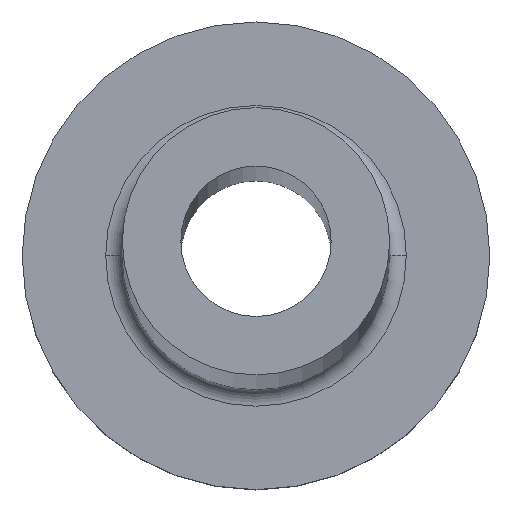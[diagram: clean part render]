
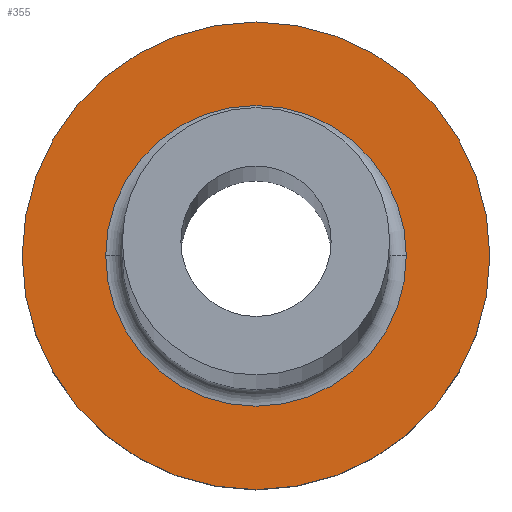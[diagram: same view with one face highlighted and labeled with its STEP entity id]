
A CAD part, top view. The second image highlights one B-rep face of the part: STEP entity #355.
In plain terms, the highlighted planar face has unit normal (0, 0, 1).
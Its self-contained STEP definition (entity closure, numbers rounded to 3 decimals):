
#4 = FACE_BOUND ( 'NONE', #170, .T. ) ;
#26 = DIRECTION ( 'NONE',  ( 1., 0., 0. ) ) ;
#46 = AXIS2_PLACEMENT_3D ( 'NONE', #288, #328, #296 ) ;
#57 = DIRECTION ( 'NONE',  ( 1., 0., 0. ) ) ;
#61 = ORIENTED_EDGE ( 'NONE', *, *, #158, .T. ) ;
#67 = EDGE_CURVE ( 'NONE', #298, #144, #228, .T. ) ;
#92 = DIRECTION ( 'NONE',  ( 0., 0., 1. ) ) ;
#120 = VERTEX_POINT ( 'NONE', #161 ) ;
#123 = CARTESIAN_POINT ( 'NONE',  ( 0., 0., 5. ) ) ;
#143 = CARTESIAN_POINT ( 'NONE',  ( 0., 0., 5. ) ) ;
#144 = VERTEX_POINT ( 'NONE', #159 ) ;
#158 = EDGE_CURVE ( 'NONE', #367, #120, #344, .T. ) ;
#159 = CARTESIAN_POINT ( 'NONE',  ( -7., 0., 5. ) ) ;
#161 = CARTESIAN_POINT ( 'NONE',  ( 4.5, 0., 5. ) ) ;
#169 = CARTESIAN_POINT ( 'NONE',  ( 7., 0., 5. ) ) ;
#170 = EDGE_LOOP ( 'NONE', ( #173, #61 ) ) ;
#173 = ORIENTED_EDGE ( 'NONE', *, *, #300, .T. ) ;
#201 = CARTESIAN_POINT ( 'NONE',  ( 0., 0., 5. ) ) ;
#220 = DIRECTION ( 'NONE',  ( 0., 0., 1. ) ) ;
#228 = CIRCLE ( 'NONE', #378, 7. ) ;
#230 = DIRECTION ( 'NONE',  ( 0., 0., 1. ) ) ;
#244 = ORIENTED_EDGE ( 'NONE', *, *, #256, .T. ) ;
#252 = DIRECTION ( 'NONE',  ( 1., 0., 0. ) ) ;
#256 = EDGE_CURVE ( 'NONE', #144, #298, #352, .T. ) ;
#264 = FACE_OUTER_BOUND ( 'NONE', #341, .T. ) ;
#267 = CARTESIAN_POINT ( 'NONE',  ( -4.5, 0., 5. ) ) ;
#274 = AXIS2_PLACEMENT_3D ( 'NONE', #143, #230, #57 ) ;
#282 = DIRECTION ( 'NONE',  ( 0., 0., -1. ) ) ;
#284 = CARTESIAN_POINT ( 'NONE',  ( 0., 0., 5. ) ) ;
#288 = CARTESIAN_POINT ( 'NONE',  ( 0., 0., 5. ) ) ;
#292 = AXIS2_PLACEMENT_3D ( 'NONE', #201, #92, #26 ) ;
#296 = DIRECTION ( 'NONE',  ( 1., 0., 0. ) ) ;
#297 = AXIS2_PLACEMENT_3D ( 'NONE', #284, #282, #252 ) ;
#298 = VERTEX_POINT ( 'NONE', #169 ) ;
#300 = EDGE_CURVE ( 'NONE', #120, #367, #318, .T. ) ;
#318 = CIRCLE ( 'NONE', #46, 4.5 ) ;
#319 = PLANE ( 'NONE',  #292 ) ;
#323 = ORIENTED_EDGE ( 'NONE', *, *, #67, .T. ) ;
#328 = DIRECTION ( 'NONE',  ( 0., 0., -1. ) ) ;
#341 = EDGE_LOOP ( 'NONE', ( #244, #323 ) ) ;
#344 = CIRCLE ( 'NONE', #297, 4.5 ) ;
#352 = CIRCLE ( 'NONE', #274, 7. ) ;
#355 = ADVANCED_FACE ( 'NONE', ( #4, #264 ), #319, .T. ) ;
#364 = DIRECTION ( 'NONE',  ( 1., 0., 0. ) ) ;
#367 = VERTEX_POINT ( 'NONE', #267 ) ;
#378 = AXIS2_PLACEMENT_3D ( 'NONE', #123, #220, #364 ) ;
